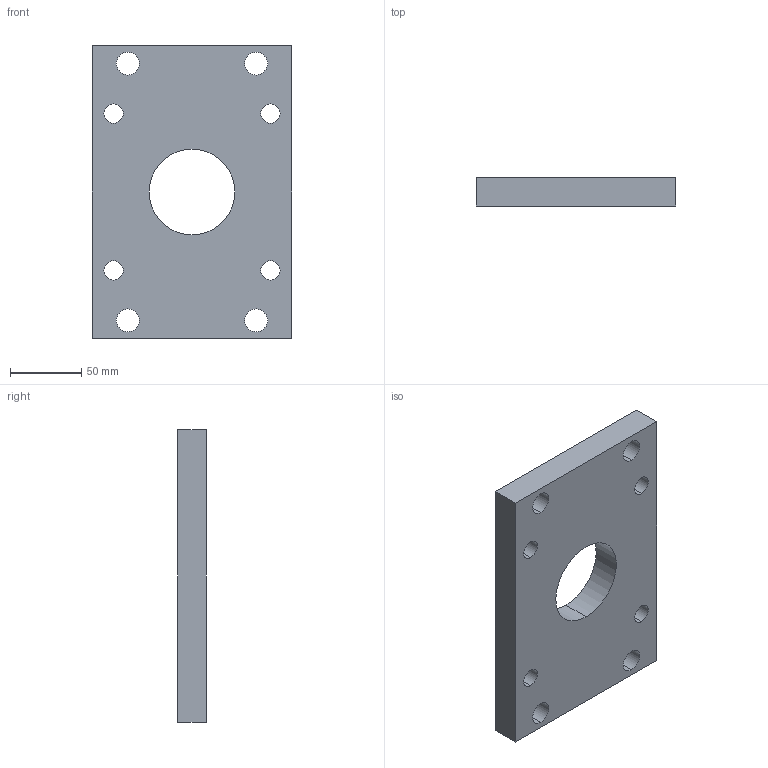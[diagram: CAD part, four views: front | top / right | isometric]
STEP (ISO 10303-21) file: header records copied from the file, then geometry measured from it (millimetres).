
FILE_DESCRIPTION (( 'STEP AP203' ), '1' );
FILE_NAME ('0008bis-125.STEP', '2015-10-01T09:56:54', ( 'utente11' ), ( '' ), 'SwSTEP 2.0', 'SolidWorks 2015', '' );
FILE_SCHEMA (( 'CONFIG_CONTROL_DESIGN' ));
Length unit declared in the file: millimetre
Products named in the file (1): 0008bis-125
Bounding box: 140 x 20 x 205 mm (x, y, z)
Volume: 483416.5 mm3; surface area: 74751.6 mm2
Topology: 1 solids, 1 shells, 36 faces, 90 edges, 60 vertices
Faces by surface type: cylinder 26, plane 10
Entity records: 1219 total; most frequent: DIRECTION 216, CARTESIAN_POINT 187, ORIENTED_EDGE 180, EDGE_CURVE 90, AXIS2_PLACEMENT_3D 89, VERTEX_POINT 60, EDGE_LOOP 58, CIRCLE 52
